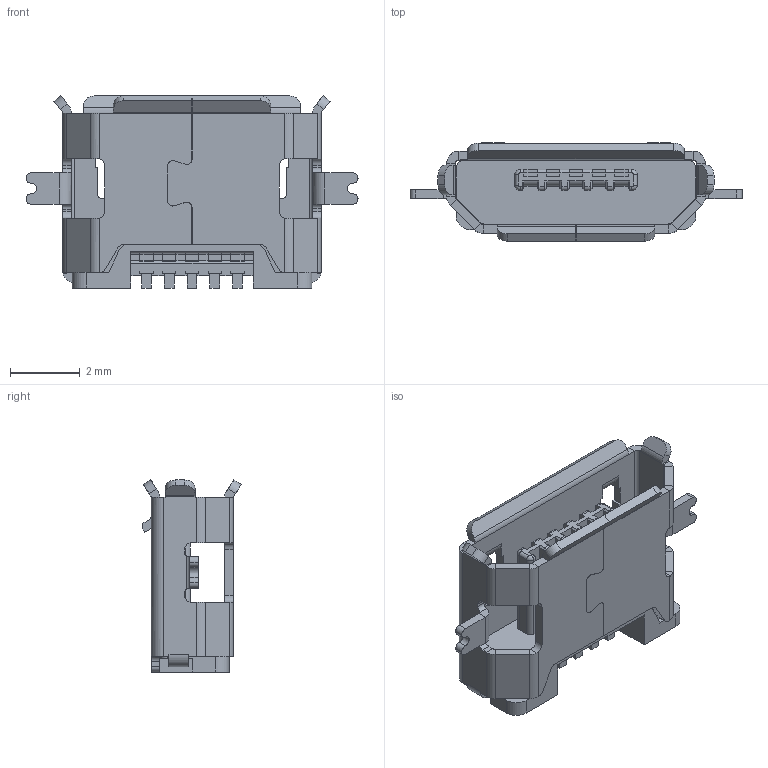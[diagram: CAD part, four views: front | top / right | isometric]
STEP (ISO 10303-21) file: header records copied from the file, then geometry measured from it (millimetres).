
FILE_DESCRIPTION(('STEP AP242'),'1');
FILE_NAME('usb3070-30-a.stp','2024-03-01T10:11:20',('TraceParts'),('TraceParts S.A.'),'Spatial InterOp 3D',' ',' ');
FILE_SCHEMA(('AP242_MANAGED_MODEL_BASED_3D_ENGINEERING_MIM_LF {1 0 10303 442 1 1 4}'));
Length unit declared in the file: millimetre
Products named in the file (1): usb3070-30-a_1
Bounding box: 9.5 x 2.81 x 5.5 mm (x, y, z)
Volume: 37.2 mm3; surface area: 291.9 mm2
Topology: 7 solids, 7 shells, 680 faces, 1933 edges, 1234 vertices
Faces by surface type: plane 453, cylinder 205, cone 10, bspline 8, torus 4
Entity records: 22310 total; most frequent: CARTESIAN_POINT 4248, ORIENTED_EDGE 3866, DIRECTION 3667, EDGE_CURVE 1933, LINE 1449, VECTOR 1449, VERTEX_POINT 1234, AXIS2_PLACEMENT_3D 1109
